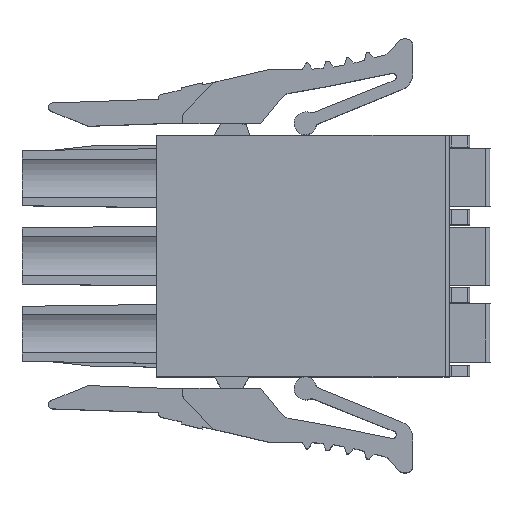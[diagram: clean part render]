
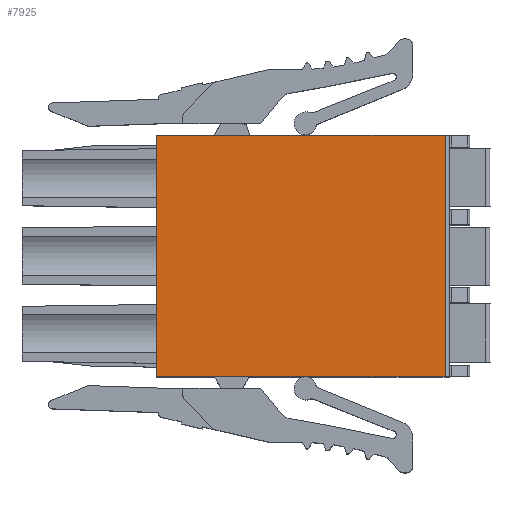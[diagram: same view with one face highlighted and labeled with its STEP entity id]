
A CAD part, top view. The second image highlights one B-rep face of the part: STEP entity #7925.
In plain terms, the highlighted planar face has unit normal (0, 0, 1).
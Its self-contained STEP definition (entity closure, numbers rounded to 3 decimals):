
#1159=DIRECTION('',(0.,1.,0.));
#1160=VECTOR('',#1159,11.82);
#1161=CARTESIAN_POINT('',(7.475,-22.265,3.4));
#1162=LINE('',#1161,#1160);
#1167=DIRECTION('',(0.,1.,0.));
#1168=VECTOR('',#1167,11.82);
#1169=CARTESIAN_POINT('',(-6.625,-22.265,
3.4));
#1170=LINE('',#1169,#1168);
#1822=DIRECTION('',(-1.,0.,0.));
#1823=VECTOR('',#1822,14.1);
#1824=CARTESIAN_POINT('',(7.475,-10.445,3.4));
#1825=LINE('',#1824,#1823);
#3085=DIRECTION('',(1.,0.,0.));
#3086=VECTOR('',#3085,14.1);
#3087=CARTESIAN_POINT('',(-6.625,-22.265,
3.4));
#3088=LINE('',#3087,#3086);
#5139=CARTESIAN_POINT('',(-6.625,-22.265,
3.4));
#5140=VERTEX_POINT('',#5139);
#5167=CARTESIAN_POINT('',(7.475,-22.265,3.4));
#5168=VERTEX_POINT('',#5167);
#5898=CARTESIAN_POINT('',(-6.625,-10.445,
3.4));
#5899=VERTEX_POINT('',#5898);
#5900=CARTESIAN_POINT('',(7.475,-10.445,3.4));
#5901=VERTEX_POINT('',#5900);
#7911=CARTESIAN_POINT('',(4.299,-14.645,3.4));
#7912=DIRECTION('',(0.,0.,1.));
#7913=DIRECTION('',(-1.,0.,0.));
#7914=AXIS2_PLACEMENT_3D('',#7911,#7912,#7913);
#7915=PLANE('',#7914);
#7917=ORIENTED_EDGE('',*,*,#7916,.T.);
#7919=ORIENTED_EDGE('',*,*,#7918,.F.);
#7920=ORIENTED_EDGE('',*,*,#7901,.F.);
#7922=ORIENTED_EDGE('',*,*,#7921,.F.);
#7923=EDGE_LOOP('',(#7917,#7919,#7920,#7922));
#7924=FACE_OUTER_BOUND('',#7923,.F.);
#7901=EDGE_CURVE('',#5168,#5901,#1162,.T.);
#7916=EDGE_CURVE('',#5140,#5899,#1170,.T.);
#7918=EDGE_CURVE('',#5901,#5899,#1825,.T.);
#7921=EDGE_CURVE('',#5140,#5168,#3088,.T.);
#7925=ADVANCED_FACE('',(#7924),#7915,.T.);
